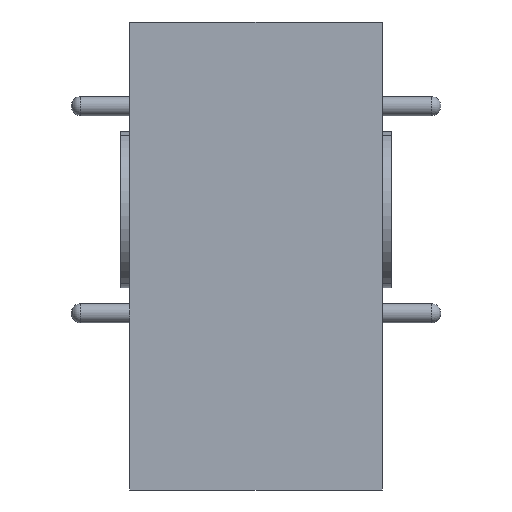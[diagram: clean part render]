
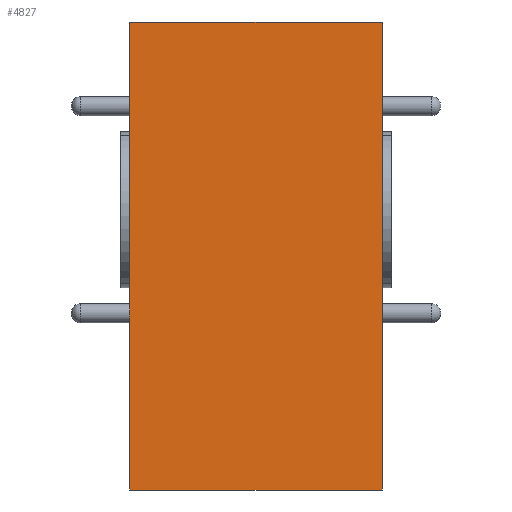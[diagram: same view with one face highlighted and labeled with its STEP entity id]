
A CAD part, front view. The second image highlights one B-rep face of the part: STEP entity #4827.
In plain terms, the highlighted planar face has unit normal (0, -1, 0).
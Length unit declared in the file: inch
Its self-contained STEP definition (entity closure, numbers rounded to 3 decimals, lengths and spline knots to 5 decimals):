
#295 = ORIENTED_EDGE ( 'NONE', *, *, #1323, .T. ) ;
#430 = VECTOR ( 'NONE', #5352, 39.37008 ) ;
#507 = ORIENTED_EDGE ( 'NONE', *, *, #4367, .T. ) ;
#871 = EDGE_CURVE ( 'NONE', #8992, #8602, #8322, .T. ) ;
#928 = VECTOR ( 'NONE', #8130, 39.37008 ) ;
#1058 = CARTESIAN_POINT ( 'NONE',  ( 0.40307, -0.59055, 0.6 ) ) ;
#1238 = VERTEX_POINT ( 'NONE', #1058 ) ;
#1250 = CARTESIAN_POINT ( 'NONE',  ( -0.40307, -0.59055, 0.6 ) ) ;
#1279 = PLANE ( 'NONE',  #2279 ) ;
#1323 = EDGE_CURVE ( 'NONE', #1238, #9532, #2683, .T. ) ;
#1350 = EDGE_LOOP ( 'NONE', ( #507, #8454, #6611, #295 ) ) ;
#2279 = AXIS2_PLACEMENT_3D ( 'NONE', #5249, #5815, #9151 ) ;
#2638 = FACE_OUTER_BOUND ( 'NONE', #1350, .T. ) ;
#2683 = LINE ( 'NONE', #8362, #3532 ) ;
#2853 = CARTESIAN_POINT ( 'NONE',  ( 0.40307, -0.59055, -0.89606 ) ) ;
#2910 = DIRECTION ( 'NONE',  ( -1., 0., 0. ) ) ;
#3298 = LINE ( 'NONE', #7302, #928 ) ;
#3532 = VECTOR ( 'NONE', #3626, 39.37008 ) ;
#3626 = DIRECTION ( 'NONE',  ( -1., 0., 0. ) ) ;
#3742 = VECTOR ( 'NONE', #2910, 39.37008 ) ;
#3984 = EDGE_CURVE ( 'NONE', #8992, #1238, #3298, .T. ) ;
#4367 = EDGE_CURVE ( 'NONE', #9532, #8602, #5527, .T. ) ;
#4827 = ADVANCED_FACE ( 'NONE', ( #2638 ), #1279, .F. ) ;
#5249 = CARTESIAN_POINT ( 'NONE',  ( 0.59055, -0.59055, 0.6 ) ) ;
#5352 = DIRECTION ( 'NONE',  ( 0., 0., -1. ) ) ;
#5527 = LINE ( 'NONE', #8703, #430 ) ;
#5815 = DIRECTION ( 'NONE',  ( 0., 1., 0. ) ) ;
#6611 = ORIENTED_EDGE ( 'NONE', *, *, #3984, .T. ) ;
#7114 = CARTESIAN_POINT ( 'NONE',  ( 0.40307, -0.59055, -0.89606 ) ) ;
#7302 = CARTESIAN_POINT ( 'NONE',  ( 0.40307, -0.59055, -0.73858 ) ) ;
#7376 = CARTESIAN_POINT ( 'NONE',  ( -0.40307, -0.59055, -0.89606 ) ) ;
#8130 = DIRECTION ( 'NONE',  ( 0., 0., 1. ) ) ;
#8322 = LINE ( 'NONE', #2853, #3742 ) ;
#8362 = CARTESIAN_POINT ( 'NONE',  ( 0.59055, -0.59055, 0.6 ) ) ;
#8454 = ORIENTED_EDGE ( 'NONE', *, *, #871, .F. ) ;
#8602 = VERTEX_POINT ( 'NONE', #7376 ) ;
#8703 = CARTESIAN_POINT ( 'NONE',  ( -0.40307, -0.59055, -0.73858 ) ) ;
#8992 = VERTEX_POINT ( 'NONE', #7114 ) ;
#9151 = DIRECTION ( 'NONE',  ( 0., 0., 1. ) ) ;
#9532 = VERTEX_POINT ( 'NONE', #1250 ) ;
